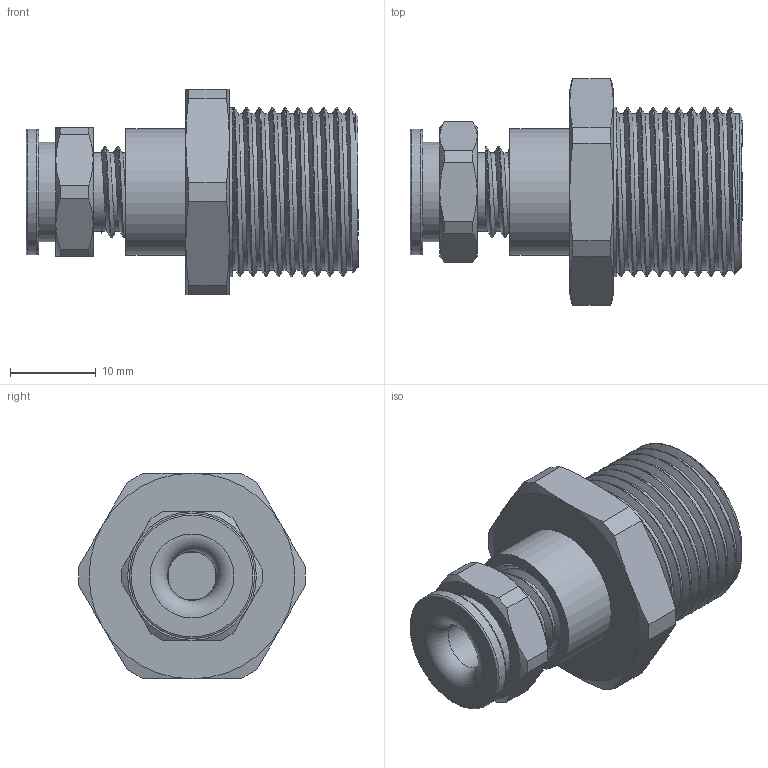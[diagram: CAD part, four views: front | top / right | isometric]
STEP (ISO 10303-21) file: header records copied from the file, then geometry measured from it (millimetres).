
FILE_DESCRIPTION(/* description */ ('ADE-1F2 M 20x1,5'),/* implementation_level */ '2;1');
FILE_NAME(/* name */ '00806664V1-RST.stp',/* time_stamp */ '2020-03-03T11:26:03+01:00',/* author */ ('sl'),/* organization */ (''),/* preprocessor_version */ 'ST-DEVELOPER v16.5',/* originating_system */ 'Autodesk Inventor 2017',/* authorisation */ '');
FILE_SCHEMA (('AUTOMOTIVE_DESIGN { 1 0 10303 214 3 1 1 }'));
Length unit declared in the file: millimetre
Products named in the file (5): 00806664V1; 00806664V1_1; 00806664V1_2; 00806664V1_3; 00806664V1_4
Assembly tree (4 placements, depth 2):
  00806664V1
    00806664V1_1
    00806664V1_2
    00806664V1_3
    00806664V1_4
Bounding box: 38.71 x 26.46 x 24 mm (x, y, z)
Volume: 8187.4 mm3; surface area: 5789.9 mm2
Topology: 4 solids, 4 shells, 129 faces, 292 edges, 183 vertices
Faces by surface type: plane 47, cylinder 37, cone 31, torus 8, bspline 6
Full cylindrical faces by diameter (mm): 5.64 x1, 5.65 x1, 5.7 x1, 5.78 x1, 7.56 x1, 7.63 x1, 8.99 x1, 9.148 x4, 9.83 x1, 10.09 x2, 10.13 x5, 11.63 x1, 14.6 x1, 14.7 x1, 19.77 x9
Entity records: 6336 total; most frequent: CARTESIAN_POINT 4098, DIRECTION 438, ORIENTED_EDGE 402, AXIS2_PLACEMENT_3D 207, EDGE_CURVE 201, EDGE_LOOP 160, VERTEX_POINT 141, FACE_OUTER_BOUND 111
